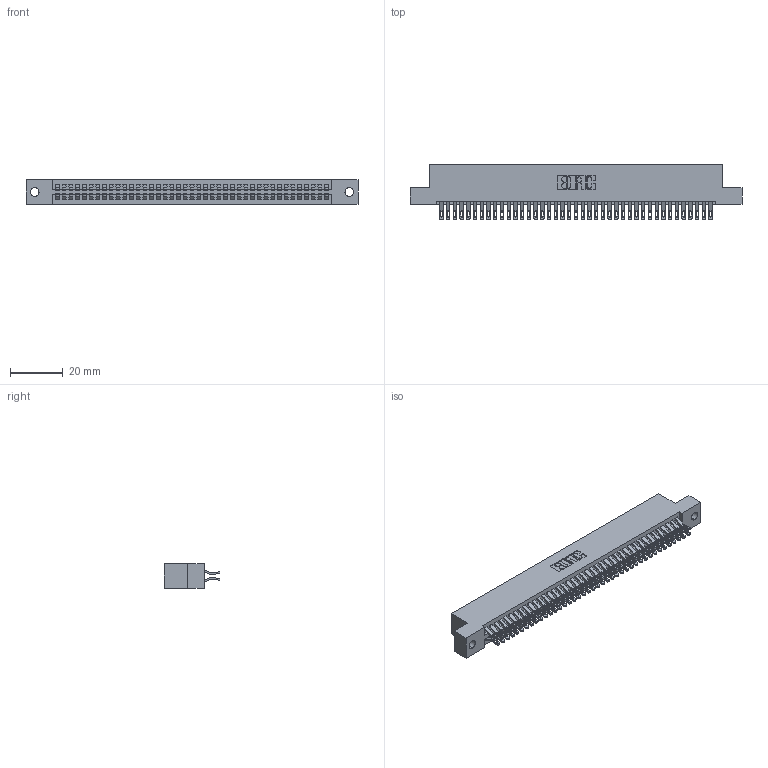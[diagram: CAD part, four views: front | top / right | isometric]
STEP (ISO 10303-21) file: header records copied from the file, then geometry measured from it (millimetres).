
FILE_DESCRIPTION (( 'STEP AP203' ), '1' );
FILE_NAME ('395-082-555-202.STEP', '2018-11-28T09:01:30', ( '' ), ( '' ), 'SwSTEP 2.0', 'SolidWorks 2016', '' );
FILE_SCHEMA (( 'CONFIG_CONTROL_DESIGN' ));
Length unit declared in the file: inch
Products named in the file (3): 345-292-001_555 Tail; 345 Part_Flush Mounting Lugs - 0.128 Dia; 395-082-555-202
Assembly tree (83 placements, depth 2):
  395-082-555-202
    345 Part_Flush Mounting Lugs - 0.128 Dia
    345-292-001_555 Tail  x82
Bounding box: 125.35 x 21.13 x 9.4 mm (x, y, z)
Volume: 12368.4 mm3; surface area: 18817.7 mm2
Topology: 83 solids, 83 shells, 4718 faces, 14855 edges, 9902 vertices
Faces by surface type: plane 2622, cylinder 2096
Entity records: 32633 total; most frequent: CARTESIAN_POINT 5506, ORIENTED_EDGE 5410, DIRECTION 4825, EDGE_CURVE 2705, VECTOR 2389, LINE 2389, VERTEX_POINT 1802, AXIS2_PLACEMENT_3D 1218
